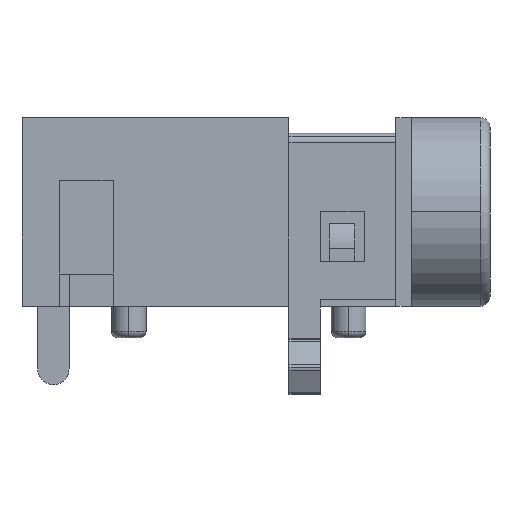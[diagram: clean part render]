
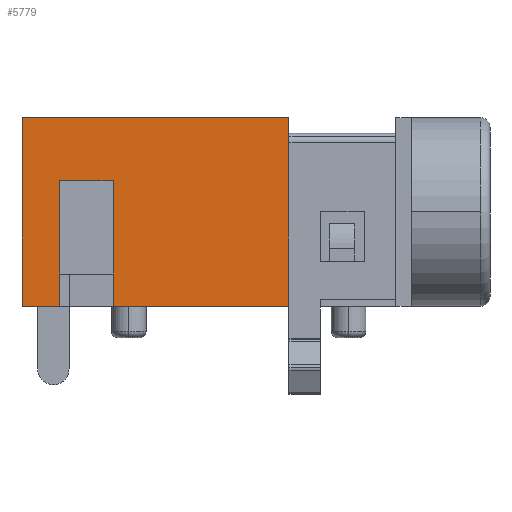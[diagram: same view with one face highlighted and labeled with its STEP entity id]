
A CAD part, left-side view. The second image highlights one B-rep face of the part: STEP entity #5779.
In plain terms, the highlighted planar face has unit normal (-1, 0, 0).
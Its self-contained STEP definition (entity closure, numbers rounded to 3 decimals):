
#27 = EDGE_CURVE ( 'NONE', #5082, #668, #6529, .T. ) ;
#188 = EDGE_CURVE ( 'NONE', #668, #3773, #4377, .T. ) ;
#246 = ORIENTED_EDGE ( 'NONE', *, *, #5113, .T. ) ;
#303 = EDGE_CURVE ( 'NONE', #3773, #6436, #473, .T. ) ;
#469 = CARTESIAN_POINT ( 'NONE',  ( -3.5, 7.5, 0. ) ) ;
#473 = LINE ( 'NONE', #6613, #6188 ) ;
#490 = VECTOR ( 'NONE', #3279, 1000. ) ;
#635 = CARTESIAN_POINT ( 'NONE',  ( -3.5, 8.35, 5. ) ) ;
#657 = VECTOR ( 'NONE', #1669, 1000. ) ;
#668 = VERTEX_POINT ( 'NONE', #3919 ) ;
#686 = ORIENTED_EDGE ( 'NONE', *, *, #5951, .T. ) ;
#713 = CARTESIAN_POINT ( 'NONE',  ( -3.5, 7.5, 4. ) ) ;
#755 = VERTEX_POINT ( 'NONE', #4487 ) ;
#837 = ORIENTED_EDGE ( 'NONE', *, *, #3233, .F. ) ;
#906 = CARTESIAN_POINT ( 'NONE',  ( -3.5, 9.2, 0. ) ) ;
#911 = AXIS2_PLACEMENT_3D ( 'NONE', #635, #5828, #2719 ) ;
#951 = CARTESIAN_POINT ( 'NONE',  ( -3.5, 10.4, 5.5 ) ) ;
#1149 = CARTESIAN_POINT ( 'NONE',  ( -3.5, 1.9, 5.5 ) ) ;
#1199 = EDGE_LOOP ( 'NONE', ( #4315, #686, #4436, #3368, #5508, #246, #837, #4880 ) ) ;
#1462 = LINE ( 'NONE', #951, #6678 ) ;
#1669 = DIRECTION ( 'NONE',  ( 0., 0., -1. ) ) ;
#1835 = VERTEX_POINT ( 'NONE', #4757 ) ;
#2191 = LINE ( 'NONE', #4900, #4192 ) ;
#2208 = LINE ( 'NONE', #713, #490 ) ;
#2423 = LINE ( 'NONE', #3998, #3621 ) ;
#2719 = DIRECTION ( 'NONE',  ( 0., 0., 1. ) ) ;
#3006 = CARTESIAN_POINT ( 'NONE',  ( -3.5, 10.4, 6. ) ) ;
#3081 = CARTESIAN_POINT ( 'NONE',  ( -3.5, 9.2, 4. ) ) ;
#3233 = EDGE_CURVE ( 'NONE', #3874, #1835, #2191, .T. ) ;
#3238 = FACE_OUTER_BOUND ( 'NONE', #1199, .T. ) ;
#3279 = DIRECTION ( 'NONE',  ( 0., 1., 0. ) ) ;
#3331 = LINE ( 'NONE', #3904, #6126 ) ;
#3368 = ORIENTED_EDGE ( 'NONE', *, *, #188, .F. ) ;
#3621 = VECTOR ( 'NONE', #4660, 1000. ) ;
#3773 = VERTEX_POINT ( 'NONE', #5081 ) ;
#3874 = VERTEX_POINT ( 'NONE', #906 ) ;
#3904 = CARTESIAN_POINT ( 'NONE',  ( -3.5, 7.5, 6. ) ) ;
#3919 = CARTESIAN_POINT ( 'NONE',  ( -3.5, 1.9, 6. ) ) ;
#3944 = CARTESIAN_POINT ( 'NONE',  ( -3.5, 9.2, 6. ) ) ;
#3998 = CARTESIAN_POINT ( 'NONE',  ( -3.5, 9.2, 0. ) ) ;
#4192 = VECTOR ( 'NONE', #5880, 1000. ) ;
#4315 = ORIENTED_EDGE ( 'NONE', *, *, #6586, .F. ) ;
#4377 = LINE ( 'NONE', #1149, #657 ) ;
#4436 = ORIENTED_EDGE ( 'NONE', *, *, #303, .F. ) ;
#4487 = CARTESIAN_POINT ( 'NONE',  ( -3.5, 7.5, 4. ) ) ;
#4570 = DIRECTION ( 'NONE',  ( 0., 0., -1. ) ) ;
#4618 = EDGE_CURVE ( 'NONE', #4689, #3874, #2423, .T. ) ;
#4660 = DIRECTION ( 'NONE',  ( 0., 0., -1. ) ) ;
#4689 = VERTEX_POINT ( 'NONE', #3081 ) ;
#4757 = CARTESIAN_POINT ( 'NONE',  ( -3.5, 10.4, 0. ) ) ;
#4880 = ORIENTED_EDGE ( 'NONE', *, *, #4618, .F. ) ;
#4900 = CARTESIAN_POINT ( 'NONE',  ( -3.5, 10.4, 0. ) ) ;
#5081 = CARTESIAN_POINT ( 'NONE',  ( -3.5, 1.9, 0. ) ) ;
#5082 = VERTEX_POINT ( 'NONE', #3006 ) ;
#5113 = EDGE_CURVE ( 'NONE', #5082, #1835, #1462, .T. ) ;
#5282 = PLANE ( 'NONE',  #911 ) ;
#5422 = VECTOR ( 'NONE', #5999, 1000. ) ;
#5508 = ORIENTED_EDGE ( 'NONE', *, *, #27, .F. ) ;
#5541 = DIRECTION ( 'NONE',  ( 0., 1., 0. ) ) ;
#5562 = DIRECTION ( 'NONE',  ( 0., 0., -1. ) ) ;
#5779 = ADVANCED_FACE ( 'NONE', ( #3238 ), #5282, .T. ) ;
#5828 = DIRECTION ( 'NONE',  ( -1., 0., 0. ) ) ;
#5880 = DIRECTION ( 'NONE',  ( 0., 1., 0. ) ) ;
#5951 = EDGE_CURVE ( 'NONE', #755, #6436, #3331, .T. ) ;
#5999 = DIRECTION ( 'NONE',  ( 0., -1., 0. ) ) ;
#6126 = VECTOR ( 'NONE', #4570, 1000. ) ;
#6188 = VECTOR ( 'NONE', #5541, 1000. ) ;
#6436 = VERTEX_POINT ( 'NONE', #469 ) ;
#6529 = LINE ( 'NONE', #3944, #5422 ) ;
#6586 = EDGE_CURVE ( 'NONE', #755, #4689, #2208, .T. ) ;
#6613 = CARTESIAN_POINT ( 'NONE',  ( -3.5, 10.4, 0. ) ) ;
#6678 = VECTOR ( 'NONE', #5562, 1000. ) ;
